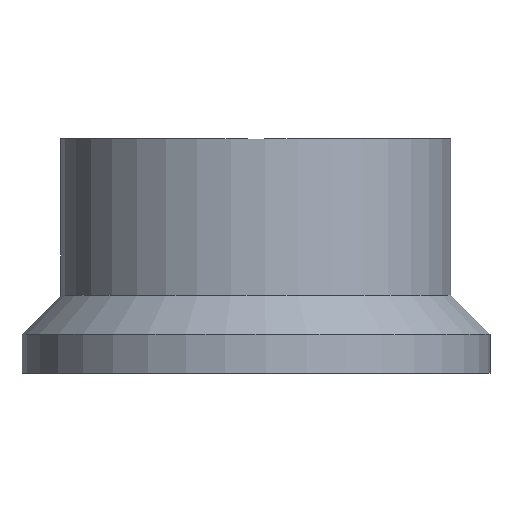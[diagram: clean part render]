
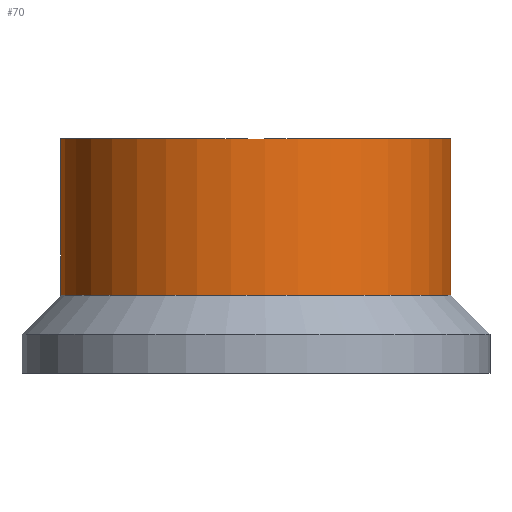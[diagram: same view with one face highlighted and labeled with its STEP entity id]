
A CAD part, front view. The second image highlights one B-rep face of the part: STEP entity #70.
In plain terms, the highlighted cylindrical face has radius 25 mm (diameter 50 mm), a full revolution.
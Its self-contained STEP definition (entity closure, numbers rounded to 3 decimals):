
#32 = EDGE_CURVE('',#33,#33,#35,.T.);
#33 = VERTEX_POINT('',#34);
#34 = CARTESIAN_POINT('',(64.343,53.712,30.));
#35 = CIRCLE('',#36,25.);
#36 = AXIS2_PLACEMENT_3D('',#37,#38,#39);
#37 = CARTESIAN_POINT('',(73.91,30.615,30.));
#38 = DIRECTION('',(0.,0.,1.));
#39 = DIRECTION('',(-0.383,0.924,0.));
#70 = ADVANCED_FACE('',(#71),#90,.T.);
#71 = FACE_BOUND('',#72,.F.);
#72 = EDGE_LOOP('',(#73,#81,#82,#83));
#73 = ORIENTED_EDGE('',*,*,#74,.T.);
#74 = EDGE_CURVE('',#75,#33,#77,.T.);
#75 = VERTEX_POINT('',#76);
#76 = CARTESIAN_POINT('',(64.343,53.712,10.));
#77 = LINE('',#78,#79);
#78 = CARTESIAN_POINT('',(64.343,53.712,5.));
#79 = VECTOR('',#80,1.);
#80 = DIRECTION('',(0.,0.,1.));
#81 = ORIENTED_EDGE('',*,*,#32,.T.);
#82 = ORIENTED_EDGE('',*,*,#74,.F.);
#83 = ORIENTED_EDGE('',*,*,#84,.F.);
#84 = EDGE_CURVE('',#75,#75,#85,.T.);
#85 = CIRCLE('',#86,25.);
#86 = AXIS2_PLACEMENT_3D('',#87,#88,#89);
#87 = CARTESIAN_POINT('',(73.91,30.615,10.));
#88 = DIRECTION('',(0.,0.,1.));
#89 = DIRECTION('',(-0.383,0.924,0.));
#90 = CYLINDRICAL_SURFACE('',#91,25.);
#91 = AXIS2_PLACEMENT_3D('',#92,#93,#94);
#92 = CARTESIAN_POINT('',(73.91,30.615,5.));
#93 = DIRECTION('',(-0.,-0.,-1.));
#94 = DIRECTION('',(-0.383,0.924,0.));
